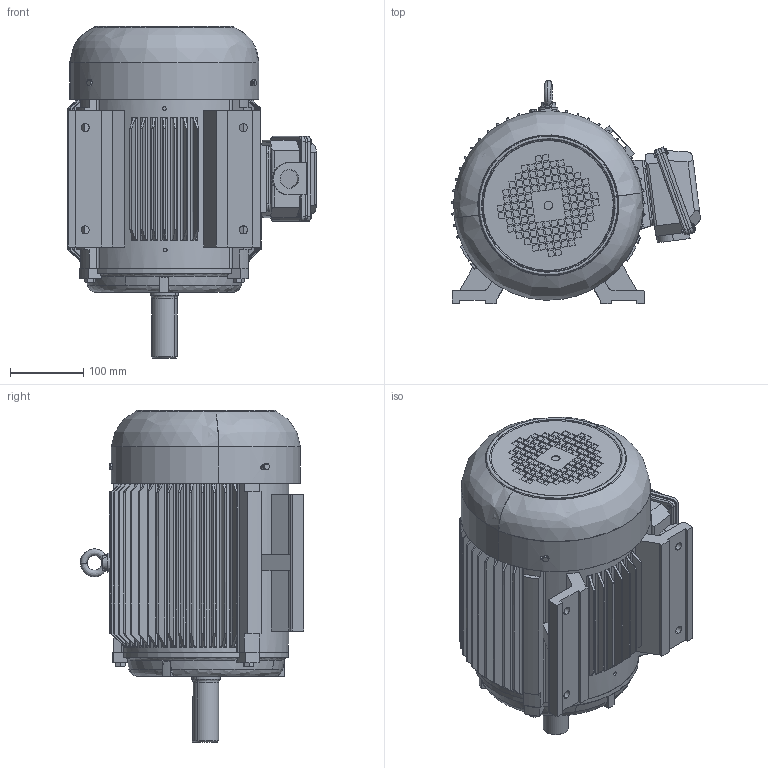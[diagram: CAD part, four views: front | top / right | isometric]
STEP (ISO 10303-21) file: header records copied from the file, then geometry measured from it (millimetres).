
FILE_DESCRIPTION (( 'STEP AP214' ), '1' );
FILE_NAME ('N213T 3D ADC.STEP', '2021-08-30T11:24:51', ( '' ), ( '' ), 'SwSTEP 2.0', 'SolidWorks 2017', '' );
FILE_SCHEMA (( 'AUTOMOTIVE_DESIGN' ));
Length unit declared in the file: inch
Products named in the file (1): N213T 3D ADC
Bounding box: 339.38 x 304.45 x 453 mm (x, y, z)
Volume: 3772107 mm3; surface area: 1213957.3 mm2
Topology: 19 solids, 19 shells, 1763 faces, 4512 edges, 2949 vertices
Faces by surface type: plane 1017, cylinder 478, cone 174, bspline 94
Entity records: 88738 total; most frequent: CARTESIAN_POINT 23868, ORIENTED_EDGE 8994, DIRECTION 7898, EDGE_CURVE 4497, VERTEX_POINT 2949, LINE 2792, VECTOR 2792, AXIS2_PLACEMENT_3D 2553
